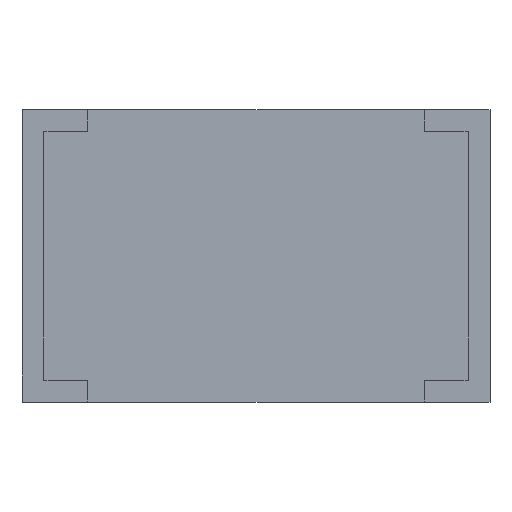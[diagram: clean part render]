
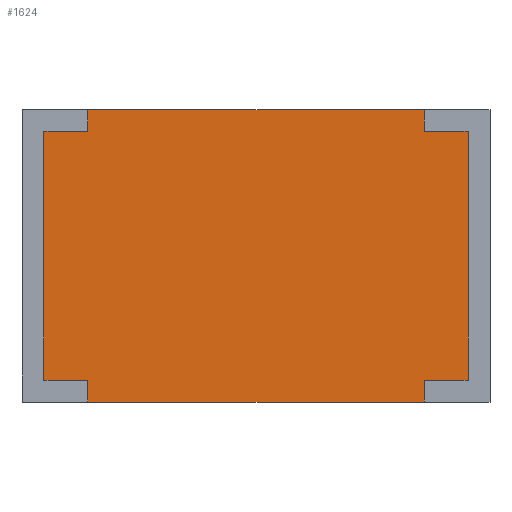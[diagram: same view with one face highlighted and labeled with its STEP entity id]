
A CAD part, top view. The second image highlights one B-rep face of the part: STEP entity #1624.
In plain terms, the highlighted planar face has unit normal (0, 0, 1).
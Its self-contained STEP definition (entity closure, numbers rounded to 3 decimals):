
#7 = CARTESIAN_POINT ( 'NONE',  ( 0.725, 0.925, 0.4 ) ) ;
#11 = CARTESIAN_POINT ( 'NONE',  ( -0.575, 0.925, 0.4 ) ) ;
#17 = ORIENTED_EDGE ( 'NONE', *, *, #665, .F. ) ;
#25 = CARTESIAN_POINT ( 'NONE',  ( -0.575, 0.075, 0.4 ) ) ;
#28 = VERTEX_POINT ( 'NONE', #43 ) ;
#43 = CARTESIAN_POINT ( 'NONE',  ( 0.575, 0., 0.4 ) ) ;
#60 = VECTOR ( 'NONE', #562, 1000. ) ;
#72 = DIRECTION ( 'NONE',  ( -1., 0., 0. ) ) ;
#156 = CARTESIAN_POINT ( 'NONE',  ( 0.575, 2.401, 0.4 ) ) ;
#180 = ORIENTED_EDGE ( 'NONE', *, *, #205, .F. ) ;
#191 = VERTEX_POINT ( 'NONE', #545 ) ;
#204 = CARTESIAN_POINT ( 'NONE',  ( 0.575, 0.925, 0.4 ) ) ;
#205 = EDGE_CURVE ( 'NONE', #2496, #1136, #2046, .T. ) ;
#240 = DIRECTION ( 'NONE',  ( 1., 0., 0. ) ) ;
#261 = VECTOR ( 'NONE', #1546, 1000. ) ;
#286 = LINE ( 'NONE', #911, #964 ) ;
#304 = EDGE_CURVE ( 'NONE', #803, #1732, #507, .T. ) ;
#352 = EDGE_LOOP ( 'NONE', ( #1002, #843, #2422, #2126, #990, #2216, #618, #1439, #17, #2293, #2522, #180 ) ) ;
#380 = EDGE_CURVE ( 'NONE', #1306, #454, #2037, .T. ) ;
#391 = DIRECTION ( 'NONE',  ( -1., 0., 0. ) ) ;
#412 = EDGE_CURVE ( 'NONE', #1161, #28, #1519, .T. ) ;
#422 = VECTOR ( 'NONE', #962, 1000. ) ;
#454 = VERTEX_POINT ( 'NONE', #11 ) ;
#486 = CARTESIAN_POINT ( 'NONE',  ( 0.725, 0.075, 0.4 ) ) ;
#507 = LINE ( 'NONE', #1874, #2405 ) ;
#545 = CARTESIAN_POINT ( 'NONE',  ( -0.575, 1., 0.4 ) ) ;
#562 = DIRECTION ( 'NONE',  ( 0., 1., 0. ) ) ;
#616 = LINE ( 'NONE', #25, #2277 ) ;
#618 = ORIENTED_EDGE ( 'NONE', *, *, #1013, .T. ) ;
#665 = EDGE_CURVE ( 'NONE', #1808, #1161, #2151, .T. ) ;
#732 = LINE ( 'NONE', #2424, #2296 ) ;
#763 = VECTOR ( 'NONE', #391, 1000. ) ;
#768 = CARTESIAN_POINT ( 'NONE',  ( 0.575, 1., 0.4 ) ) ;
#803 = VERTEX_POINT ( 'NONE', #1500 ) ;
#843 = ORIENTED_EDGE ( 'NONE', *, *, #1824, .T. ) ;
#910 = VECTOR ( 'NONE', #2503, 1000. ) ;
#911 = CARTESIAN_POINT ( 'NONE',  ( -0.575, 1., 0.4 ) ) ;
#928 = LINE ( 'NONE', #1719, #2381 ) ;
#962 = DIRECTION ( 'NONE',  ( 0., -1., 0. ) ) ;
#964 = VECTOR ( 'NONE', #1067, 1000. ) ;
#990 = ORIENTED_EDGE ( 'NONE', *, *, #1254, .F. ) ;
#1002 = ORIENTED_EDGE ( 'NONE', *, *, #1748, .F. ) ;
#1013 = EDGE_CURVE ( 'NONE', #1732, #28, #732, .T. ) ;
#1067 = DIRECTION ( 'NONE',  ( 1., 0., 0. ) ) ;
#1136 = VERTEX_POINT ( 'NONE', #1767 ) ;
#1161 = VERTEX_POINT ( 'NONE', #1941 ) ;
#1196 = VECTOR ( 'NONE', #1847, 1000. ) ;
#1221 = FACE_OUTER_BOUND ( 'NONE', #352, .T. ) ;
#1254 = EDGE_CURVE ( 'NONE', #803, #1944, #616, .T. ) ;
#1268 = EDGE_CURVE ( 'NONE', #1136, #2493, #1946, .T. ) ;
#1273 = CARTESIAN_POINT ( 'NONE',  ( -0.575, 0., 0.4 ) ) ;
#1306 = VERTEX_POINT ( 'NONE', #2023 ) ;
#1330 = CARTESIAN_POINT ( 'NONE',  ( 0.725, -0.763, 0.4 ) ) ;
#1432 = CARTESIAN_POINT ( 'NONE',  ( -0.575, 2.401, 0.4 ) ) ;
#1439 = ORIENTED_EDGE ( 'NONE', *, *, #412, .F. ) ;
#1463 = EDGE_CURVE ( 'NONE', #1944, #1306, #2149, .T. ) ;
#1499 = DIRECTION ( 'NONE',  ( 1., 0., 0. ) ) ;
#1500 = CARTESIAN_POINT ( 'NONE',  ( -0.575, 0.075, 0.4 ) ) ;
#1519 = LINE ( 'NONE', #1947, #422 ) ;
#1546 = DIRECTION ( 'NONE',  ( 0., -1., 0. ) ) ;
#1562 = EDGE_CURVE ( 'NONE', #1808, #2493, #2361, .T. ) ;
#1624 = ADVANCED_FACE ( 'NONE', ( #1221 ), #2392, .F. ) ;
#1628 = VECTOR ( 'NONE', #240, 1000. ) ;
#1719 = CARTESIAN_POINT ( 'NONE',  ( -0.575, 2.401, 0.4 ) ) ;
#1732 = VERTEX_POINT ( 'NONE', #1273 ) ;
#1742 = CARTESIAN_POINT ( 'NONE',  ( 0.575, 0.075, 0.4 ) ) ;
#1748 = EDGE_CURVE ( 'NONE', #191, #2496, #286, .T. ) ;
#1767 = CARTESIAN_POINT ( 'NONE',  ( 0.575, 0.925, 0.4 ) ) ;
#1808 = VERTEX_POINT ( 'NONE', #486 ) ;
#1824 = EDGE_CURVE ( 'NONE', #191, #454, #928, .T. ) ;
#1847 = DIRECTION ( 'NONE',  ( 1., 0., 0. ) ) ;
#1874 = CARTESIAN_POINT ( 'NONE',  ( -0.575, 2.401, 0.4 ) ) ;
#1892 = AXIS2_PLACEMENT_3D ( 'NONE', #1432, #2189, #72 ) ;
#1941 = CARTESIAN_POINT ( 'NONE',  ( 0.575, 0.075, 0.4 ) ) ;
#1944 = VERTEX_POINT ( 'NONE', #2332 ) ;
#1946 = LINE ( 'NONE', #204, #1628 ) ;
#1947 = CARTESIAN_POINT ( 'NONE',  ( 0.575, 2.401, 0.4 ) ) ;
#1969 = CARTESIAN_POINT ( 'NONE',  ( -0.725, -0.763, 0.4 ) ) ;
#2023 = CARTESIAN_POINT ( 'NONE',  ( -0.725, 0.925, 0.4 ) ) ;
#2037 = LINE ( 'NONE', #2236, #1196 ) ;
#2046 = LINE ( 'NONE', #156, #261 ) ;
#2126 = ORIENTED_EDGE ( 'NONE', *, *, #1463, .F. ) ;
#2149 = LINE ( 'NONE', #1969, #60 ) ;
#2151 = LINE ( 'NONE', #1742, #763 ) ;
#2170 = DIRECTION ( 'NONE',  ( -1., 0., 0. ) ) ;
#2189 = DIRECTION ( 'NONE',  ( 0., 0., -1. ) ) ;
#2216 = ORIENTED_EDGE ( 'NONE', *, *, #304, .T. ) ;
#2236 = CARTESIAN_POINT ( 'NONE',  ( -0.575, 0.925, 0.4 ) ) ;
#2277 = VECTOR ( 'NONE', #2170, 1000. ) ;
#2293 = ORIENTED_EDGE ( 'NONE', *, *, #1562, .T. ) ;
#2296 = VECTOR ( 'NONE', #1499, 1000. ) ;
#2305 = DIRECTION ( 'NONE',  ( 0., -1., 0. ) ) ;
#2332 = CARTESIAN_POINT ( 'NONE',  ( -0.725, 0.075, 0.4 ) ) ;
#2361 = LINE ( 'NONE', #1330, #910 ) ;
#2381 = VECTOR ( 'NONE', #2305, 1000. ) ;
#2392 = PLANE ( 'NONE',  #1892 ) ;
#2405 = VECTOR ( 'NONE', #2417, 1000. ) ;
#2417 = DIRECTION ( 'NONE',  ( 0., -1., 0. ) ) ;
#2422 = ORIENTED_EDGE ( 'NONE', *, *, #380, .F. ) ;
#2424 = CARTESIAN_POINT ( 'NONE',  ( -0.575, 0., 0.4 ) ) ;
#2493 = VERTEX_POINT ( 'NONE', #7 ) ;
#2496 = VERTEX_POINT ( 'NONE', #768 ) ;
#2503 = DIRECTION ( 'NONE',  ( 0., 1., 0. ) ) ;
#2522 = ORIENTED_EDGE ( 'NONE', *, *, #1268, .F. ) ;
